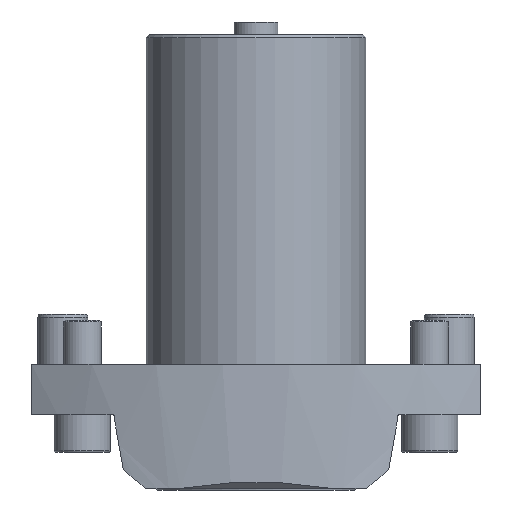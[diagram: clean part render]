
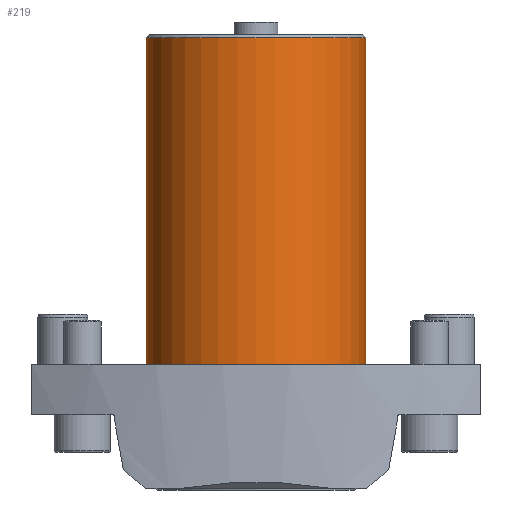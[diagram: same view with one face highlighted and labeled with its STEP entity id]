
A CAD part, left-side view. The second image highlights one B-rep face of the part: STEP entity #219.
In plain terms, the highlighted cylindrical face has radius 35 mm (diameter 70 mm), a full revolution.
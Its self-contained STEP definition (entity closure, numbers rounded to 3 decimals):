
#65=CYLINDRICAL_SURFACE('',#945,35.);
#96=FACE_BOUND('',#355,.T.);
#97=FACE_BOUND('',#356,.T.);
#160=CIRCLE('',#930,35.);
#171=CIRCLE('',#944,35.);
#219=ADVANCED_FACE('',(#96,#97),#65,.T.);
#355=EDGE_LOOP('',(#474));
#356=EDGE_LOOP('',(#475));
#474=ORIENTED_EDGE('',*,*,#763,.T.);
#475=ORIENTED_EDGE('',*,*,#750,.T.);
#667=VERTEX_POINT('',#1397);
#676=VERTEX_POINT('',#1422);
#750=EDGE_CURVE('',#667,#667,#160,.T.);
#763=EDGE_CURVE('',#676,#676,#171,.T.);
#930=AXIS2_PLACEMENT_3D('',#1396,#1088,#1089);
#944=AXIS2_PLACEMENT_3D('',#1421,#1118,#1119);
#945=AXIS2_PLACEMENT_3D('',#1423,#1120,#1121);
#1088=DIRECTION('',(0.,0.,1.));
#1089=DIRECTION('',(1.,0.,0.));
#1118=DIRECTION('',(0.,0.,-1.));
#1119=DIRECTION('',(1.,0.,0.));
#1120=DIRECTION('',(0.,0.,1.));
#1121=DIRECTION('',(-1.,0.,0.));
#1396=CARTESIAN_POINT('',(0.,0.,0.));
#1397=CARTESIAN_POINT('',(35.,0.,0.));
#1421=CARTESIAN_POINT('',(0.,0.,104.));
#1422=CARTESIAN_POINT('',(35.,0.,104.));
#1423=CARTESIAN_POINT('',(0.,0.,-20.));
